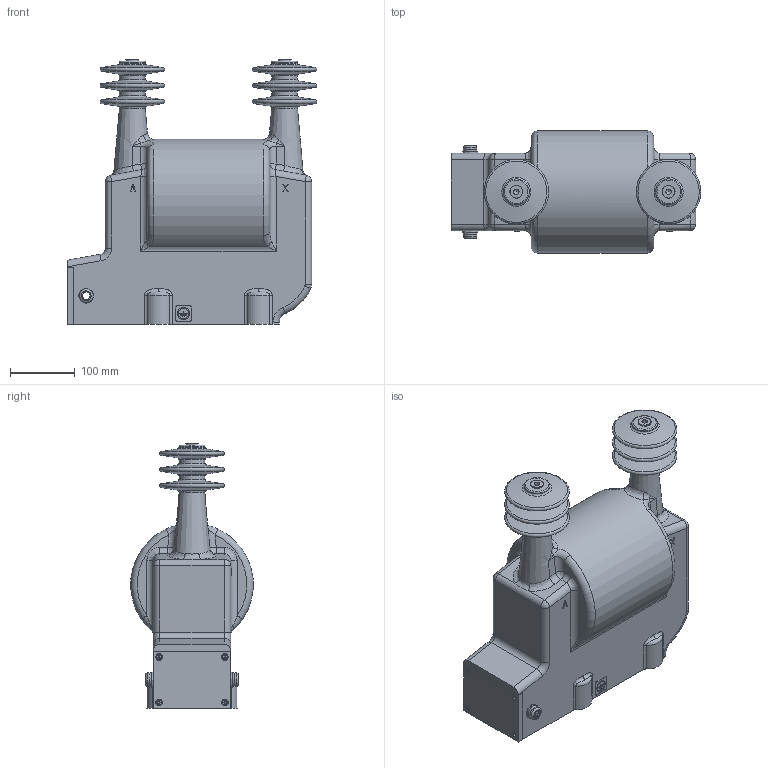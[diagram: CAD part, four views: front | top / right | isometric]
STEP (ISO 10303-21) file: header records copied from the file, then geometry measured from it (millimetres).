
FILE_DESCRIPTION(('STEP AP242'), '1');
FILE_NAME('ﾀﾄﾘﾏ.1.781.001 ﾎﾋﾑ-ﾝﾊ ﾌﾍ10', '', ('UNSPECIFIED'), ('UNSPECIFIED'), 'ASCON STEP Converter 1.6', 'ASCON Math Kernel', '');
FILE_SCHEMA(('AP242_MANAGED_MODEL_BASED_3D_ENGINEERING_MIM_LF { 1 0 10303 442 1 1 4 }'));
Length unit declared in the file: millimetre
Assembly tree (29 placements, depth 2):
  (unnamed)
    (unnamed)
    (unnamed)
    (unnamed)
    (unnamed)
    (unnamed)  x4
    (unnamed)  x6
    (unnamed)  x4
    (unnamed)  x2
    (unnamed)
    (unnamed)  x2
    (unnamed)  x2
    (unnamed)  x4
Bounding box: 387 x 189.37 x 410 mm (x, y, z)
Volume: 12700716.4 mm3; surface area: 1207330.3 mm2
Topology: 29 solids, 31 shells, 1664 faces, 4314 edges, 2790 vertices
Faces by surface type: cylinder 790, plane 584, cone 160, torus 82, bspline 44, sphere 4
Full cylindrical faces by diameter (mm): 4 x12, 4.917 x4, 5 x26, 5.917 x6, 6 x4, 6.95 x6, 8 x16, 8.376 x2, 8.5 x4, 9 x12, 10 x28, 10.106 x4, 12 x10, 13 x4, 15 x10, 16.096 x1, 17 x16, 18.51 x1, 19 x4, 20 x14, 21 x4, 40 x6, 85 x2, 130 x6, 160 x4
Entity records: 71845 total; most frequent: CARTESIAN_POINT 24541, DIRECTION 7706, ORIENTED_EDGE 6916, EDGE_CURVE 3458, AXIS2_PLACEMENT_3D 2998, VERTEX_POINT 2389, EDGE_LOOP 1753, LINE 1710
